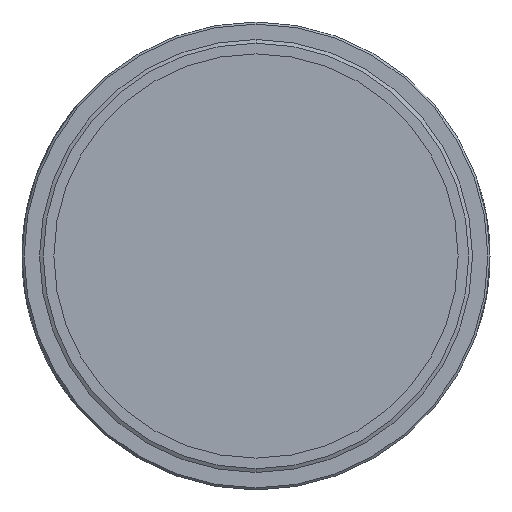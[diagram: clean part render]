
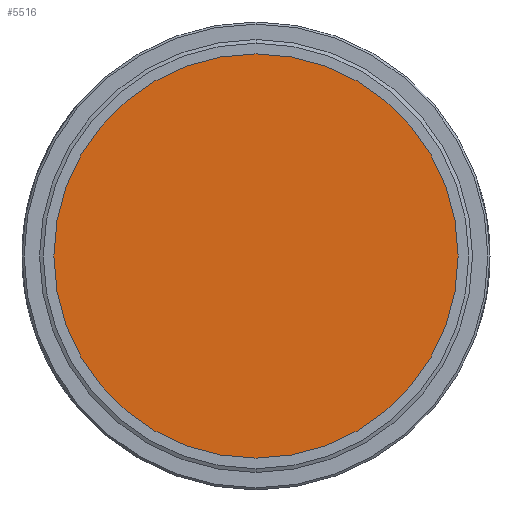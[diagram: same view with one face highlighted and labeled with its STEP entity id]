
A CAD part, left-side view. The second image highlights one B-rep face of the part: STEP entity #5516.
In plain terms, the highlighted planar face has unit normal (-1, 0, 0).
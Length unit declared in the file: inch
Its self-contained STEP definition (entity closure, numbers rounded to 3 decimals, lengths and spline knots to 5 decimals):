
#1685 = PLANE ( 'NONE',  #8214 ) ;
#1957 = ORIENTED_EDGE ( 'NONE', *, *, #9015, .F. ) ;
#4659 = VERTEX_POINT ( 'NONE', #9727 ) ;
#5153 = CIRCLE ( 'NONE', #9564, 0.99722 ) ;
#5340 = DIRECTION ( 'NONE',  ( 1., 0., 0. ) ) ;
#5516 = ADVANCED_FACE ( 'NONE', ( #15291 ), #1685, .F. ) ;
#6011 = ORIENTED_EDGE ( 'NONE', *, *, #12649, .F. ) ;
#6091 = CARTESIAN_POINT ( 'NONE',  ( -0.105, 0., 0. ) ) ;
#6877 = DIRECTION ( 'NONE',  ( 1., 0., 0. ) ) ;
#7296 = DIRECTION ( 'NONE',  ( 0., 0., -1. ) ) ;
#8214 = AXIS2_PLACEMENT_3D ( 'NONE', #12638, #5340, #13866 ) ;
#8985 = CARTESIAN_POINT ( 'NONE',  ( -0.105, 0., 0.99722 ) ) ;
#9015 = EDGE_CURVE ( 'NONE', #10357, #4659, #11028, .T. ) ;
#9457 = AXIS2_PLACEMENT_3D ( 'NONE', #6091, #14614, #7296 ) ;
#9564 = AXIS2_PLACEMENT_3D ( 'NONE', #14182, #6877, #15406 ) ;
#9572 = EDGE_LOOP ( 'NONE', ( #6011, #1957 ) ) ;
#9727 = CARTESIAN_POINT ( 'NONE',  ( -0.105, 0., -0.99722 ) ) ;
#10357 = VERTEX_POINT ( 'NONE', #8985 ) ;
#11028 = CIRCLE ( 'NONE', #9457, 0.99722 ) ;
#12638 = CARTESIAN_POINT ( 'NONE',  ( -0.105, 0., 0. ) ) ;
#12649 = EDGE_CURVE ( 'NONE', #4659, #10357, #5153, .T. ) ;
#13866 = DIRECTION ( 'NONE',  ( 0., 0., -1. ) ) ;
#14182 = CARTESIAN_POINT ( 'NONE',  ( -0.105, 0., 0. ) ) ;
#14614 = DIRECTION ( 'NONE',  ( 1., 0., 0. ) ) ;
#15291 = FACE_OUTER_BOUND ( 'NONE', #9572, .T. ) ;
#15406 = DIRECTION ( 'NONE',  ( 0., 0., -1. ) ) ;
